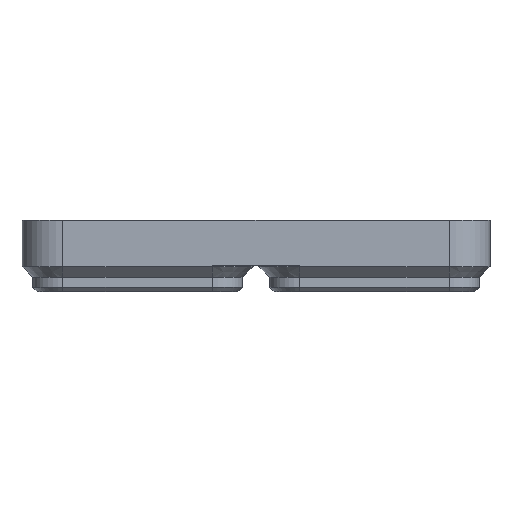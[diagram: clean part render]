
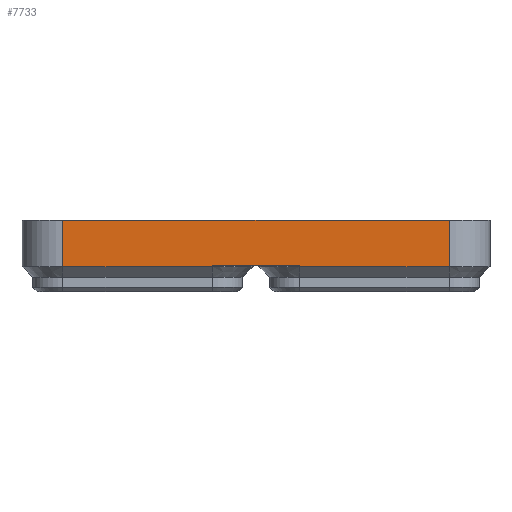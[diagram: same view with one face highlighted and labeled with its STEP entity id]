
A CAD part, front view. The second image highlights one B-rep face of the part: STEP entity #7733.
In plain terms, the highlighted planar face has unit normal (0, -1, 0).
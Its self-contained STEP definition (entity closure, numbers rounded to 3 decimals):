
#358=LINE('',#11871,#1102);
#409=LINE('',#12012,#1153);
#410=LINE('',#12018,#1154);
#411=LINE('',#12021,#1155);
#412=LINE('',#12022,#1156);
#413=LINE('',#12024,#1157);
#414=LINE('',#12025,#1158);
#415=LINE('',#12027,#1159);
#1102=VECTOR('',#9265,1000.);
#1153=VECTOR('',#9374,1000.);
#1154=VECTOR('',#9381,1000.);
#1155=VECTOR('',#9382,1000.);
#1156=VECTOR('',#9383,1000.);
#1157=VECTOR('',#9384,1000.);
#1158=VECTOR('',#9385,1000.);
#1159=VECTOR('',#9386,1000.);
#1980=ORIENTED_EDGE('',*,*,#4320,.T.);
#1981=ORIENTED_EDGE('',*,*,#4321,.T.);
#1982=ORIENTED_EDGE('',*,*,#4317,.F.);
#1983=ORIENTED_EDGE('',*,*,#4322,.T.);
#1984=ORIENTED_EDGE('',*,*,#4323,.T.);
#1985=ORIENTED_EDGE('',*,*,#4244,.F.);
#1986=ORIENTED_EDGE('',*,*,#4324,.F.);
#1987=ORIENTED_EDGE('',*,*,#4325,.T.);
#4244=EDGE_CURVE('',#5420,#5421,#358,.T.);
#4317=EDGE_CURVE('',#5482,#5483,#409,.T.);
#4320=EDGE_CURVE('',#5484,#5485,#410,.T.);
#4321=EDGE_CURVE('',#5485,#5483,#411,.T.);
#4322=EDGE_CURVE('',#5482,#5486,#412,.T.);
#4323=EDGE_CURVE('',#5486,#5421,#413,.T.);
#4324=EDGE_CURVE('',#5487,#5420,#414,.T.);
#4325=EDGE_CURVE('',#5487,#5484,#415,.T.);
#5420=VERTEX_POINT('',#11870);
#5421=VERTEX_POINT('',#11872);
#5482=VERTEX_POINT('',#12013);
#5483=VERTEX_POINT('',#12014);
#5484=VERTEX_POINT('',#12019);
#5485=VERTEX_POINT('',#12020);
#5486=VERTEX_POINT('',#12023);
#5487=VERTEX_POINT('',#12026);
#6410=EDGE_LOOP('',(#1980,#1981,#1982,#1983,#1984,#1985,#1986,#1987));
#6952=FACE_BOUND('',#6410,.T.);
#7490=PLANE('',#8292);
#7733=ADVANCED_FACE('',(#6952),#7490,.F.);
#8292=AXIS2_PLACEMENT_3D('',#12017,#9379,#9380);
#9265=DIRECTION('',(-1.,0.,0.));
#9374=DIRECTION('',(0.,0.,1.));
#9379=DIRECTION('',(0.,1.,0.));
#9380=DIRECTION('',(0.,0.,1.));
#9381=DIRECTION('',(0.,0.,1.));
#9382=DIRECTION('',(-1.,0.,0.));
#9383=DIRECTION('',(1.,0.,0.));
#9384=DIRECTION('',(0.,0.,1.));
#9385=DIRECTION('',(0.,0.,1.));
#9386=DIRECTION('',(1.,0.,0.));
#11870=CARTESIAN_POINT('',(7.75,-83.5,-1.));
#11871=CARTESIAN_POINT('',(0.,-83.5,-1.));
#11872=CARTESIAN_POINT('',(-7.75,-83.5,-1.));
#12012=CARTESIAN_POINT('',(-34.25,-83.5,-1.));
#12013=CARTESIAN_POINT('',(-34.25,-83.5,-1.25));
#12014=CARTESIAN_POINT('',(-34.25,-83.5,7.));
#12017=CARTESIAN_POINT('',(0.,-83.5,-1.));
#12018=CARTESIAN_POINT('',(34.25,-83.5,-1.));
#12019=CARTESIAN_POINT('',(34.25,-83.5,-1.25));
#12020=CARTESIAN_POINT('',(34.25,-83.5,7.));
#12021=CARTESIAN_POINT('',(0.,-83.5,7.));
#12022=CARTESIAN_POINT('',(-7.75,-83.5,-1.25));
#12023=CARTESIAN_POINT('',(-7.75,-83.5,-1.25));
#12024=CARTESIAN_POINT('',(-7.75,-83.5,-3.15));
#12025=CARTESIAN_POINT('',(7.75,-83.5,-3.15));
#12026=CARTESIAN_POINT('',(7.75,-83.5,-1.25));
#12027=CARTESIAN_POINT('',(34.25,-83.5,-1.25));
